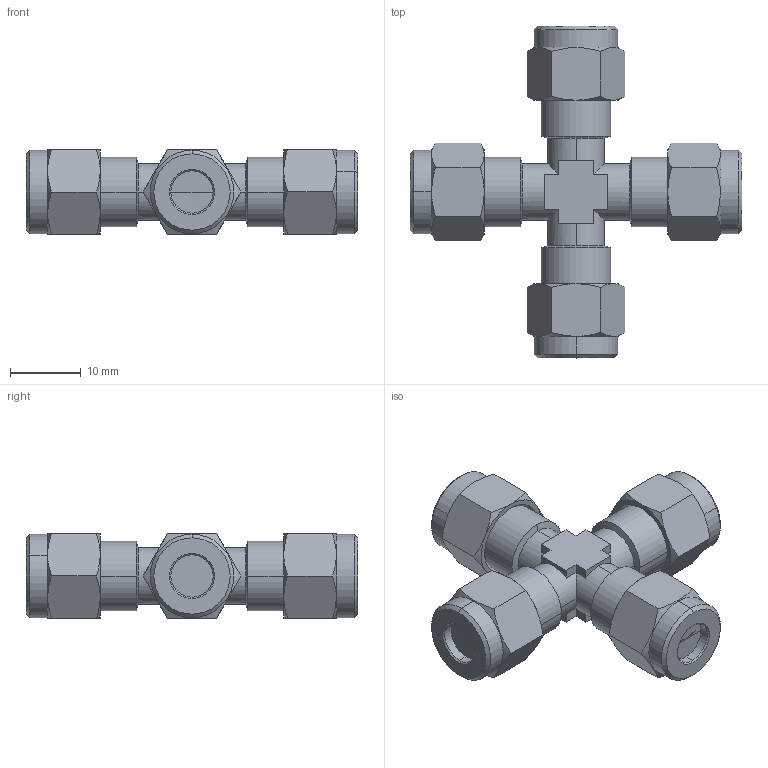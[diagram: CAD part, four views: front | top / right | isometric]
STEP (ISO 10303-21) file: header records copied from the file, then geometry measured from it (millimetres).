
FILE_DESCRIPTION (( 'STEP AP214' ), '1' );
FILE_NAME ('1051000002.step', '2013-02-25T17:17:56', ( '' ), ( '' ), 'SwSTEP 2.0', 'SolidWorks 2012', '' );
FILE_SCHEMA (( 'AUTOMOTIVE_DESIGN' ));
Length unit declared in the file: millimetre
Products named in the file (1): 1051000002
Bounding box: 47 x 47 x 12 mm (x, y, z)
Volume: 7765 mm3; surface area: 3774.1 mm2
Topology: 1 solids, 1 shells, 159 faces, 382 edges, 231 vertices
Faces by surface type: cone 66, plane 61, cylinder 32
Entity records: 6635 total; most frequent: CARTESIAN_POINT 1259, ORIENTED_EDGE 760, DIRECTION 742, EDGE_CURVE 380, AXIS2_PLACEMENT_3D 290, VERTEX_POINT 231, EDGE_LOOP 167, LINE 162
